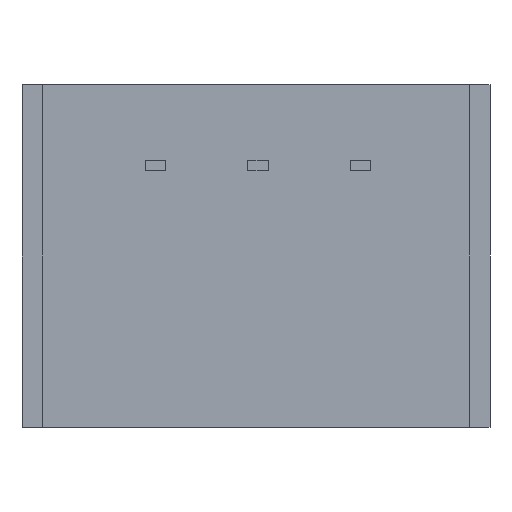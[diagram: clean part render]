
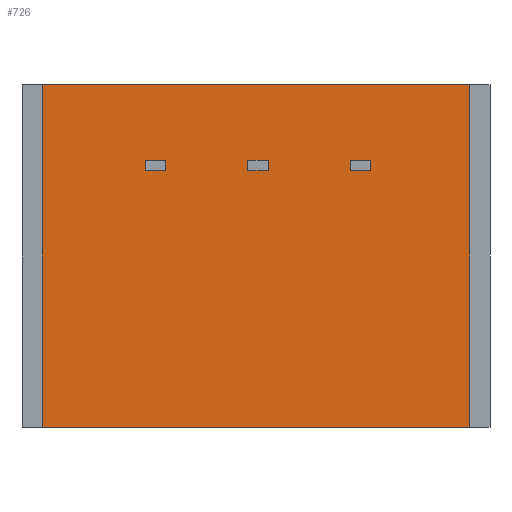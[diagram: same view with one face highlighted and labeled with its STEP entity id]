
A CAD part, front view. The second image highlights one B-rep face of the part: STEP entity #726.
In plain terms, the highlighted planar face has unit normal (0, -1, 0).
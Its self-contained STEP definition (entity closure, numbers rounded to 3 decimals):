
#2 = ORIENTED_EDGE ( 'NONE', *, *, #96, .F. ) ;
#71 = DIRECTION ( 'NONE',  ( 0., 0., 1. ) ) ;
#74 = CARTESIAN_POINT ( 'NONE',  ( 5.3, 0.51, -4.25 ) ) ;
#96 = EDGE_CURVE ( 'NONE', #300, #155, #565, .T. ) ;
#120 = AXIS2_PLACEMENT_3D ( 'NONE', #616, #147, #920 ) ;
#143 = EDGE_CURVE ( 'NONE', #300, #865, #829, .T. ) ;
#147 = DIRECTION ( 'NONE',  ( 0., 1., 0. ) ) ;
#155 = VERTEX_POINT ( 'NONE', #853 ) ;
#237 = DIRECTION ( 'NONE',  ( -1., 0., 0. ) ) ;
#263 = DIRECTION ( 'NONE',  ( -1., 0., 0. ) ) ;
#277 = ORIENTED_EDGE ( 'NONE', *, *, #809, .F. ) ;
#296 = PLANE ( 'NONE',  #120 ) ;
#297 = CARTESIAN_POINT ( 'NONE',  ( 5.3, 0.51, -4.25 ) ) ;
#300 = VERTEX_POINT ( 'NONE', #322 ) ;
#312 = ORIENTED_EDGE ( 'NONE', *, *, #143, .T. ) ;
#322 = CARTESIAN_POINT ( 'NONE',  ( 5.3, 0.51, -4.25 ) ) ;
#335 = CARTESIAN_POINT ( 'NONE',  ( 5.3, 0.51, 4.25 ) ) ;
#383 = CARTESIAN_POINT ( 'NONE',  ( 5.3, 0.51, 4.25 ) ) ;
#402 = ORIENTED_EDGE ( 'NONE', *, *, #463, .T. ) ;
#414 = VERTEX_POINT ( 'NONE', #497 ) ;
#463 = EDGE_CURVE ( 'NONE', #865, #414, #813, .T. ) ;
#497 = CARTESIAN_POINT ( 'NONE',  ( -5.3, 0.51, 4.25 ) ) ;
#534 = VECTOR ( 'NONE', #633, 1000. ) ;
#565 = LINE ( 'NONE', #74, #628 ) ;
#616 = CARTESIAN_POINT ( 'NONE',  ( 5.3, 0.51, -4.25 ) ) ;
#628 = VECTOR ( 'NONE', #237, 1000. ) ;
#633 = DIRECTION ( 'NONE',  ( 0., 0., 1. ) ) ;
#665 = VECTOR ( 'NONE', #263, 1000. ) ;
#726 = ADVANCED_FACE ( 'NONE', ( #949 ), #296, .F. ) ;
#751 = LINE ( 'NONE', #1011, #534 ) ;
#786 = VECTOR ( 'NONE', #71, 1000. ) ;
#809 = EDGE_CURVE ( 'NONE', #155, #414, #751, .T. ) ;
#813 = LINE ( 'NONE', #335, #665 ) ;
#829 = LINE ( 'NONE', #297, #786 ) ;
#853 = CARTESIAN_POINT ( 'NONE',  ( -5.3, 0.51, -4.25 ) ) ;
#865 = VERTEX_POINT ( 'NONE', #383 ) ;
#920 = DIRECTION ( 'NONE',  ( 0., 0., 1. ) ) ;
#949 = FACE_OUTER_BOUND ( 'NONE', #964, .T. ) ;
#964 = EDGE_LOOP ( 'NONE', ( #402, #277, #2, #312 ) ) ;
#1011 = CARTESIAN_POINT ( 'NONE',  ( -5.3, 0.51, -4.25 ) ) ;
